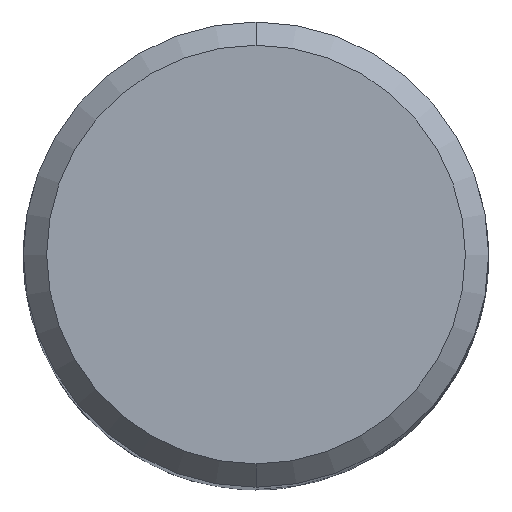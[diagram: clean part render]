
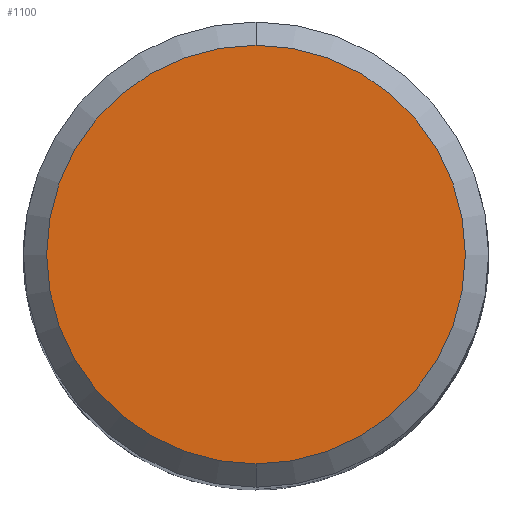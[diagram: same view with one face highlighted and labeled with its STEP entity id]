
A CAD part, top view. The second image highlights one B-rep face of the part: STEP entity #1100.
In plain terms, the highlighted planar face has unit normal (0, 0, 1).
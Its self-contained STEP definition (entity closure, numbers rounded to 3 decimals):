
#454=VERTEX_POINT('',#1296);
#628=EDGE_CURVE('',#1058,#454,#1492,.T.);
#1058=VERTEX_POINT('',#1952);
#1100=ADVANCED_FACE('',(#1996),#1997,.T.);
#1204=EDGE_CURVE('',#454,#1058,#2115,.T.);
#1296=CARTESIAN_POINT('',(0.0,9.0,0.0));
#1492=CIRCLE('',#3532,9.0);
#1952=CARTESIAN_POINT('',(0.,-9.0,0.0));
#1996=FACE_OUTER_BOUND('',#6353,.T.);
#1997=PLANE('',#6354);
#2115=CIRCLE('',#7044,9.0);
#3532=AXIS2_PLACEMENT_3D('',#7546,#7547,#7548);
#6353=EDGE_LOOP('',(#8012,#8013));
#6354=AXIS2_PLACEMENT_3D('',#8014,#8015,#8016);
#7044=AXIS2_PLACEMENT_3D('',#8207,#8208,#8209);
#7546=CARTESIAN_POINT('',(0.0,0.0,0.0));
#7547=DIRECTION('',(0.0,0.0,-1.0));
#7548=DIRECTION('',(0.0,1.0,0.0));
#8012=ORIENTED_EDGE('',*,*,#1204,.F.);
#8013=ORIENTED_EDGE('',*,*,#628,.F.);
#8014=CARTESIAN_POINT('',(0.0,4.5,0.0));
#8015=DIRECTION('',(-0.0,0.0,1.0));
#8016=DIRECTION('',(0.0,-1.0,0.0));
#8207=CARTESIAN_POINT('',(0.0,0.0,0.0));
#8208=DIRECTION('',(0.0,0.0,-1.0));
#8209=DIRECTION('',(0.0,1.0,0.0));
